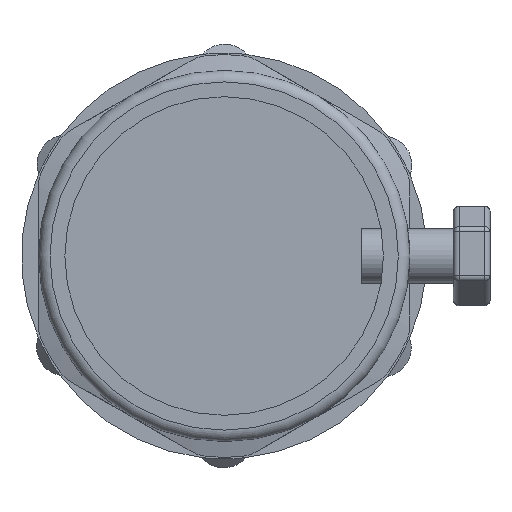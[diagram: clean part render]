
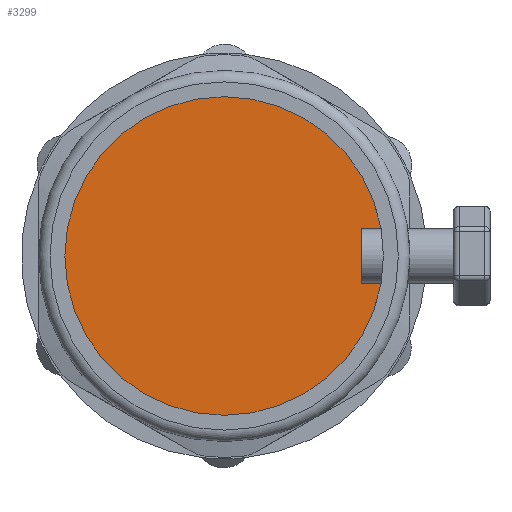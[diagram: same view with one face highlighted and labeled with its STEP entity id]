
A CAD part, front view. The second image highlights one B-rep face of the part: STEP entity #3299.
In plain terms, the highlighted planar face has unit normal (0, -1, 0).
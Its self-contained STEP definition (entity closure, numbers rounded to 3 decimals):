
#894=FACE_OUTER_BOUND('',#1097,.T.);
#1097=EDGE_LOOP('',(#2280));
#1311=CIRCLE('',#3535,13.9);
#1487=VERTEX_POINT('',#4797);
#1794=EDGE_CURVE('',#1487,#1487,#1311,.T.);
#2280=ORIENTED_EDGE('',*,*,#1794,.F.);
#3252=PLANE('',#3534);
#3299=ADVANCED_FACE('',(#894),#3252,.F.);
#3534=AXIS2_PLACEMENT_3D('',#4796,#3893,#3894);
#3535=AXIS2_PLACEMENT_3D('',#4798,#3895,#3896);
#3893=DIRECTION('center_axis',(0.,1.,0.));
#3894=DIRECTION('ref_axis',(0.,0.,1.));
#3895=DIRECTION('center_axis',(0.,1.,0.));
#3896=DIRECTION('ref_axis',(1.,0.,0.));
#4796=CARTESIAN_POINT('Origin',(0.,13.8,0.));
#4797=CARTESIAN_POINT('',(13.9,13.8,0.));
#4798=CARTESIAN_POINT('Origin',(0.,13.8,0.));
